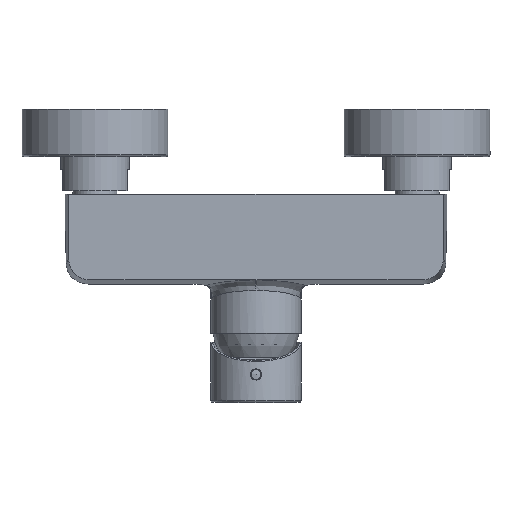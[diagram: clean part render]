
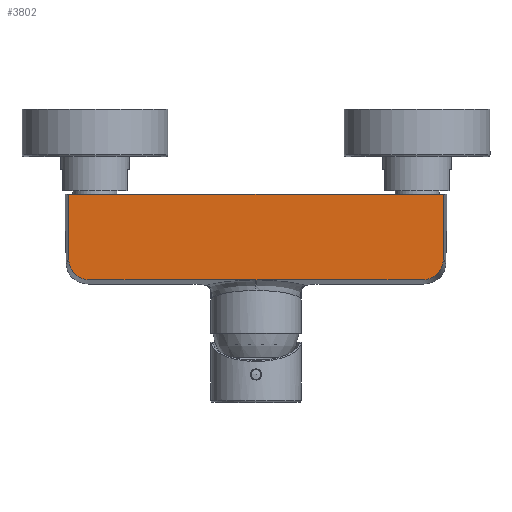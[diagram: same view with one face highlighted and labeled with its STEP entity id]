
A CAD part, top view. The second image highlights one B-rep face of the part: STEP entity #3802.
In plain terms, the highlighted planar face has unit normal (0, 0, 1).
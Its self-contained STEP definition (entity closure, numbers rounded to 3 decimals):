
#106=ELLIPSE('',#4346,10.173,10.);
#107=ELLIPSE('',#4349,10.173,10.);
#166=B_SPLINE_CURVE_WITH_KNOTS('',3,(#8292,#8293,#8294,#8295,#8296,#8297),
 .UNSPECIFIED.,.F.,.F.,(4,2,4),(0.,0.136,0.272),
 .UNSPECIFIED.);
#167=B_SPLINE_CURVE_WITH_KNOTS('',3,(#8299,#8300,#8301,#8302,#8303,#8304),
 .UNSPECIFIED.,.F.,.F.,(4,2,4),(-0.255,-0.127,0.),
 .UNSPECIFIED.);
#382=PLANE('',#4348);
#590=FACE_OUTER_BOUND('',#844,.T.);
#844=EDGE_LOOP('',(#3404,#3405,#3406,#3407,#3408,#3409,#3410,#3411,#3412));
#1073=LINE('',#7593,#1290);
#1077=LINE('',#8023,#1294);
#1079=LINE('',#8286,#1296);
#1081=LINE('',#8290,#1298);
#1082=LINE('',#8306,#1299);
#1290=VECTOR('',#5404,174.575);
#1294=VECTOR('',#5424,29.953);
#1296=VECTOR('',#5436,29.953);
#1298=VECTOR('',#5440,10.);
#1299=VECTOR('',#5441,10.);
#1844=VERTEX_POINT('',#7590);
#1845=VERTEX_POINT('',#7592);
#1855=VERTEX_POINT('',#8021);
#1859=VERTEX_POINT('',#8216);
#1861=VERTEX_POINT('',#8285);
#1862=VERTEX_POINT('',#8289);
#1863=VERTEX_POINT('',#8291);
#1864=VERTEX_POINT('',#8298);
#1865=VERTEX_POINT('',#8305);
#2362=EDGE_CURVE('',#1845,#1844,#1073,.T.);
#2375=EDGE_CURVE('',#1855,#1844,#1077,.T.);
#2381=EDGE_CURVE('',#1859,#1855,#106,.T.);
#2383=EDGE_CURVE('',#1861,#1845,#1079,.T.);
#2385=EDGE_CURVE('',#1859,#1862,#1081,.T.);
#2386=EDGE_CURVE('',#1863,#1862,#166,.T.);
#2387=EDGE_CURVE('',#1863,#1864,#167,.T.);
#2388=EDGE_CURVE('',#1865,#1864,#1082,.T.);
#2389=EDGE_CURVE('',#1865,#1861,#107,.T.);
#3404=ORIENTED_EDGE('',*,*,#2362,.T.);
#3405=ORIENTED_EDGE('',*,*,#2375,.F.);
#3406=ORIENTED_EDGE('',*,*,#2381,.F.);
#3407=ORIENTED_EDGE('',*,*,#2385,.T.);
#3408=ORIENTED_EDGE('',*,*,#2386,.F.);
#3409=ORIENTED_EDGE('',*,*,#2387,.T.);
#3410=ORIENTED_EDGE('',*,*,#2388,.F.);
#3411=ORIENTED_EDGE('',*,*,#2389,.T.);
#3412=ORIENTED_EDGE('',*,*,#2383,.T.);
#3802=ADVANCED_FACE('',(#590),#382,.F.);
#4346=AXIS2_PLACEMENT_3D('',#8218,#5432,#5433);
#4348=AXIS2_PLACEMENT_3D('',#8288,#5438,#5439);
#4349=AXIS2_PLACEMENT_3D('',#8307,#5442,#5443);
#5404=DIRECTION('',(-1.,0.,0.));
#5424=DIRECTION('',(0.,1.,0.));
#5432=DIRECTION('center_axis',(0.,0.,
-1.));
#5433=DIRECTION('ref_axis',(-0.328,-0.945,0.));
#5436=DIRECTION('',(0.,1.,0.));
#5438=DIRECTION('center_axis',(0.,0.,
-1.));
#5439=DIRECTION('ref_axis',(0.,1.,0.));
#5440=DIRECTION('',(1.,0.,0.));
#5441=DIRECTION('',(-1.,0.,0.));
#5442=DIRECTION('center_axis',(0.,0.,
1.));
#5443=DIRECTION('ref_axis',(0.328,-0.945,0.));
#7590=CARTESIAN_POINT('',(-87.515,-37.864,12.901));
#7592=CARTESIAN_POINT('',(87.06,-37.864,12.901));
#7593=CARTESIAN_POINT('',(87.06,-37.864,12.901));
#8021=CARTESIAN_POINT('',(-87.515,-67.818,12.901));
#8023=CARTESIAN_POINT('',(-87.515,-67.818,12.901));
#8216=CARTESIAN_POINT('',(-77.603,-77.864,12.901));
#8218=CARTESIAN_POINT('Origin',(-77.497,-67.71,12.901));
#8285=CARTESIAN_POINT('',(87.06,-67.818,12.901));
#8286=CARTESIAN_POINT('',(87.06,-67.818,12.901));
#8288=CARTESIAN_POINT('Origin',(-89.228,-77.864,12.901));
#8289=CARTESIAN_POINT('',(-2.843,-77.864,12.901));
#8290=CARTESIAN_POINT('',(-89.228,-77.864,12.901));
#8291=CARTESIAN_POINT('',(-0.228,-77.866,12.901));
#8292=CARTESIAN_POINT('Ctrl Pts',(-0.228,-77.866,12.901));
#8293=CARTESIAN_POINT('Ctrl Pts',(-0.683,-77.866,12.901));
#8294=CARTESIAN_POINT('Ctrl Pts',(-1.039,-77.866,12.901));
#8295=CARTESIAN_POINT('Ctrl Pts',(-2.051,-77.865,12.901));
#8296=CARTESIAN_POINT('Ctrl Pts',(-2.42,-77.864,12.901));
#8297=CARTESIAN_POINT('Ctrl Pts',(-2.843,-77.864,12.901));
#8298=CARTESIAN_POINT('',(2.387,-77.864,12.901));
#8299=CARTESIAN_POINT('Ctrl Pts',(-0.228,-77.866,
12.901));
#8300=CARTESIAN_POINT('Ctrl Pts',(0.227,-77.866,12.901));
#8301=CARTESIAN_POINT('Ctrl Pts',(0.583,-77.866,12.901));
#8302=CARTESIAN_POINT('Ctrl Pts',(1.596,-77.865,12.901));
#8303=CARTESIAN_POINT('Ctrl Pts',(1.964,-77.864,12.901));
#8304=CARTESIAN_POINT('Ctrl Pts',(2.387,-77.864,12.901));
#8305=CARTESIAN_POINT('',(77.147,-77.864,12.901));
#8306=CARTESIAN_POINT('',(-0.228,-77.864,12.901));
#8307=CARTESIAN_POINT('Origin',(77.041,-67.71,12.901));
